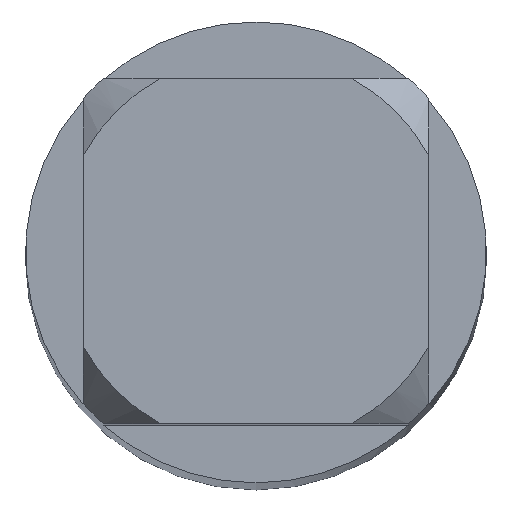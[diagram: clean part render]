
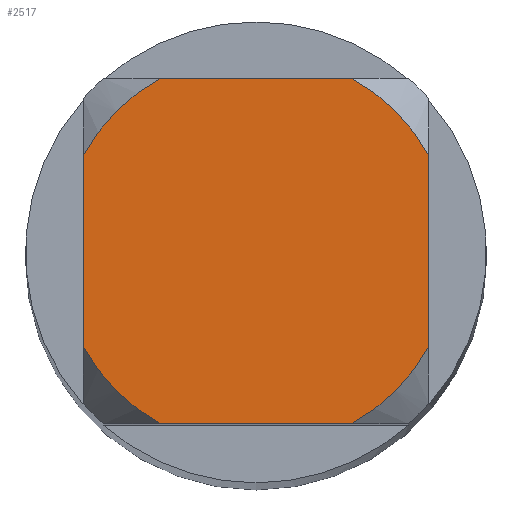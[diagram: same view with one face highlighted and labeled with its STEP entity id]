
A CAD part, top view. The second image highlights one B-rep face of the part: STEP entity #2517.
In plain terms, the highlighted planar face has unit normal (0, 0, 1).
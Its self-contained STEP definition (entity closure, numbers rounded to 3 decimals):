
#1103=VERTEX_POINT('',#3187);
#1613=EDGE_CURVE('',#2571,#2515,#3730,.T.);
#1689=VERTEX_POINT('',#3812);
#1755=EDGE_CURVE('',#1103,#2515,#3883,.T.);
#1799=VERTEX_POINT('',#3931);
#2011=VERTEX_POINT('',#4171);
#2055=EDGE_CURVE('',#2385,#1689,#4219,.T.);
#2139=EDGE_CURVE('',#1103,#1689,#4306,.T.);
#2221=EDGE_CURVE('',#2011,#1799,#4393,.T.);
#2295=VERTEX_POINT('',#4479);
#2385=VERTEX_POINT('',#4579);
#2403=EDGE_CURVE('',#2385,#1799,#4598,.T.);
#2515=VERTEX_POINT('',#4723);
#2517=ADVANCED_FACE('',(#4725),#4726,.T.);
#2571=VERTEX_POINT('',#4782);
#2787=EDGE_CURVE('',#2011,#2295,#5024,.T.);
#2919=EDGE_CURVE('',#2571,#2295,#5168,.T.);
#3187=CARTESIAN_POINT('',(1.05,-0.581,0.0));
#3730=CIRCLE('',#6945,1.2);
#3812=CARTESIAN_POINT('',(0.581,-1.05,0.0));
#3883=LINE('',#7299,#7300);
#3931=CARTESIAN_POINT('',(-1.05,-0.581,0.0));
#4171=CARTESIAN_POINT('',(-1.05,0.581,0.0));
#4219=LINE('',#8228,#8229);
#4306=CIRCLE('',#8444,1.2);
#4393=LINE('',#8610,#8611);
#4479=CARTESIAN_POINT('',(-0.581,1.05,0.0));
#4579=CARTESIAN_POINT('',(-0.581,-1.05,0.0));
#4598=CIRCLE('',#9203,1.2);
#4723=CARTESIAN_POINT('',(1.05,0.581,0.0));
#4725=FACE_OUTER_BOUND('',#9509,.T.);
#4726=PLANE('',#9510);
#4782=CARTESIAN_POINT('',(0.581,1.05,0.0));
#5024=CIRCLE('',#10165,1.2);
#5168=LINE('',#10504,#10505);
#6945=AXIS2_PLACEMENT_3D('',#11623,#11624,#11625);
#7299=CARTESIAN_POINT('',(1.05,0.3,0.0));
#7300=VECTOR('',#11783,1.0);
#8228=CARTESIAN_POINT('',(0.0,-1.05,0.0));
#8229=VECTOR('',#12178,1.0);
#8444=AXIS2_PLACEMENT_3D('',#12245,#12246,#12247);
#8610=CARTESIAN_POINT('',(-1.05,0.3,0.0));
#8611=VECTOR('',#12338,1.0);
#9203=AXIS2_PLACEMENT_3D('',#12585,#12586,#12587);
#9509=EDGE_LOOP('',(#12736,#12737,#12738,#12739,#12740,#12741,#12742,#12743));
#9510=AXIS2_PLACEMENT_3D('',#12744,#12745,#12746);
#10165=AXIS2_PLACEMENT_3D('',#13072,#13073,#13074);
#10504=CARTESIAN_POINT('',(0.0,1.05,0.0));
#10505=VECTOR('',#13221,1.0);
#11623=CARTESIAN_POINT('',(0.0,0.0,0.0));
#11624=DIRECTION('',(0.0,0.0,-1.0));
#11625=DIRECTION('',(0.0,1.0,0.0));
#11783=DIRECTION('',(-0.0,1.0,0.0));
#12178=DIRECTION('',(1.0,0.0,0.0));
#12245=CARTESIAN_POINT('',(0.0,0.0,0.0));
#12246=DIRECTION('',(0.0,0.0,-1.0));
#12247=DIRECTION('',(0.0,1.0,0.0));
#12338=DIRECTION('',(-0.0,-1.0,0.0));
#12585=CARTESIAN_POINT('',(0.0,0.0,0.0));
#12586=DIRECTION('',(0.0,0.0,-1.0));
#12587=DIRECTION('',(0.0,1.0,0.0));
#12736=ORIENTED_EDGE('',*,*,#2221,.T.);
#12737=ORIENTED_EDGE('',*,*,#2403,.F.);
#12738=ORIENTED_EDGE('',*,*,#2055,.T.);
#12739=ORIENTED_EDGE('',*,*,#2139,.F.);
#12740=ORIENTED_EDGE('',*,*,#1755,.T.);
#12741=ORIENTED_EDGE('',*,*,#1613,.F.);
#12742=ORIENTED_EDGE('',*,*,#2919,.T.);
#12743=ORIENTED_EDGE('',*,*,#2787,.F.);
#12744=CARTESIAN_POINT('',(0.0,0.6,0.0));
#12745=DIRECTION('',(-0.0,0.0,1.0));
#12746=DIRECTION('',(0.0,-1.0,0.0));
#13072=CARTESIAN_POINT('',(0.0,0.0,0.0));
#13073=DIRECTION('',(0.0,0.0,-1.0));
#13074=DIRECTION('',(0.0,1.0,0.0));
#13221=DIRECTION('',(-1.0,0.0,0.0));
